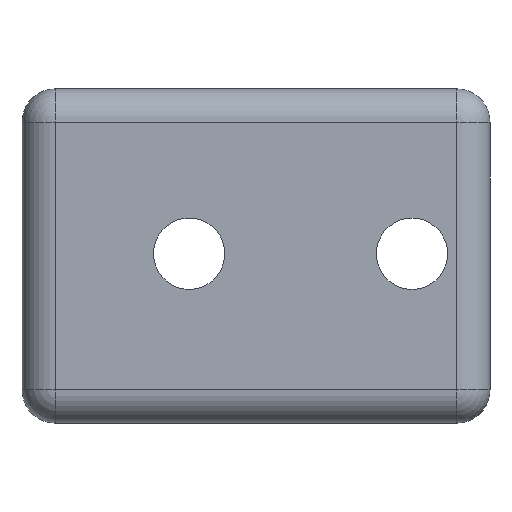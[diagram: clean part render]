
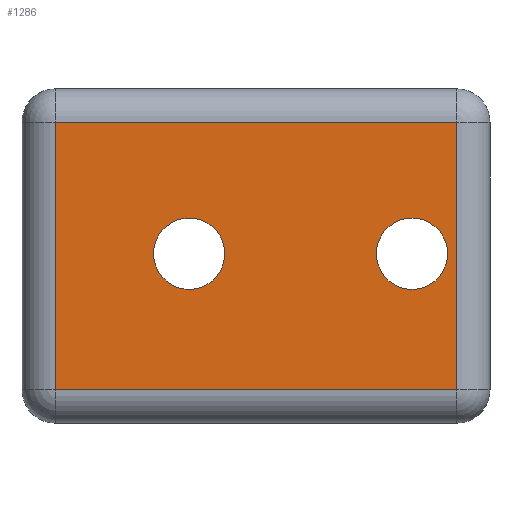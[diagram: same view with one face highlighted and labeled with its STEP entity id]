
A CAD part, front view. The second image highlights one B-rep face of the part: STEP entity #1286.
In plain terms, the highlighted planar face has unit normal (0, -1, 0).
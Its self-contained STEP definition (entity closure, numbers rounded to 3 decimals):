
#94 = AXIS2_PLACEMENT_3D ( 'NONE', #1073, #222, #1270 ) ;
#109 = DIRECTION ( 'NONE',  ( 0., 0., -1. ) ) ;
#124 = VERTEX_POINT ( 'NONE', #851 ) ;
#144 = CARTESIAN_POINT ( 'NONE',  ( 1.5, 0., -13.5 ) ) ;
#157 = ORIENTED_EDGE ( 'NONE', *, *, #759, .T. ) ;
#181 = VECTOR ( 'NONE', #2224, 1000. ) ;
#216 = CARTESIAN_POINT ( 'NONE',  ( 7.5, 0., -7.4 ) ) ;
#222 = DIRECTION ( 'NONE',  ( 0., -1., 0. ) ) ;
#249 = CIRCLE ( 'NONE', #534, 1.6 ) ;
#291 = VECTOR ( 'NONE', #1012, 1000. ) ;
#304 = PLANE ( 'NONE',  #321 ) ;
#310 = ORIENTED_EDGE ( 'NONE', *, *, #1598, .T. ) ;
#321 = AXIS2_PLACEMENT_3D ( 'NONE', #662, #1338, #2040 ) ;
#334 = VERTEX_POINT ( 'NONE', #1754 ) ;
#404 = CARTESIAN_POINT ( 'NONE',  ( 7.5, 0., -9. ) ) ;
#424 = DIRECTION ( 'NONE',  ( 0., 0., 1. ) ) ;
#425 = EDGE_CURVE ( 'NONE', #1872, #334, #249, .T. ) ;
#492 = VECTOR ( 'NONE', #424, 1000. ) ;
#498 = LINE ( 'NONE', #1723, #181 ) ;
#534 = AXIS2_PLACEMENT_3D ( 'NONE', #216, #1102, #1935 ) ;
#595 = LINE ( 'NONE', #2116, #492 ) ;
#646 = CARTESIAN_POINT ( 'NONE',  ( 21., 0., -13.5 ) ) ;
#662 = CARTESIAN_POINT ( 'NONE',  ( 0., 0., 0. ) ) ;
#703 = DIRECTION ( 'NONE',  ( 0., 0., -1. ) ) ;
#738 = CARTESIAN_POINT ( 'NONE',  ( 19.5, 0., -13.5 ) ) ;
#759 = EDGE_CURVE ( 'NONE', #1112, #124, #595, .T. ) ;
#761 = VECTOR ( 'NONE', #1150, 1000. ) ;
#832 = CIRCLE ( 'NONE', #1255, 1.6 ) ;
#849 = ORIENTED_EDGE ( 'NONE', *, *, #945, .F. ) ;
#851 = CARTESIAN_POINT ( 'NONE',  ( 19.5, 0., -1.5 ) ) ;
#860 = CARTESIAN_POINT ( 'NONE',  ( 17.5, 0., -7.4 ) ) ;
#890 = DIRECTION ( 'NONE',  ( 0., -1., 0. ) ) ;
#914 = ORIENTED_EDGE ( 'NONE', *, *, #1406, .T. ) ;
#944 = VERTEX_POINT ( 'NONE', #1340 ) ;
#945 = EDGE_CURVE ( 'NONE', #1233, #944, #2008, .T. ) ;
#1012 = DIRECTION ( 'NONE',  ( -1., 0., 0. ) ) ;
#1062 = CIRCLE ( 'NONE', #94, 1.6 ) ;
#1073 = CARTESIAN_POINT ( 'NONE',  ( 7.5, 0., -7.4 ) ) ;
#1102 = DIRECTION ( 'NONE',  ( 0., -1., 0. ) ) ;
#1112 = VERTEX_POINT ( 'NONE', #738 ) ;
#1139 = FACE_OUTER_BOUND ( 'NONE', #1925, .T. ) ;
#1150 = DIRECTION ( 'NONE',  ( 1., 0., 0. ) ) ;
#1192 = EDGE_CURVE ( 'NONE', #334, #1872, #1062, .T. ) ;
#1206 = LINE ( 'NONE', #1745, #291 ) ;
#1233 = VERTEX_POINT ( 'NONE', #1993 ) ;
#1255 = AXIS2_PLACEMENT_3D ( 'NONE', #860, #890, #703 ) ;
#1268 = CARTESIAN_POINT ( 'NONE',  ( 1.5, 0., -1.5 ) ) ;
#1270 = DIRECTION ( 'NONE',  ( 0., 0., -1. ) ) ;
#1286 = ADVANCED_FACE ( 'NONE', ( #1139, #1502, #1831 ), #304, .T. ) ;
#1338 = DIRECTION ( 'NONE',  ( 0., -1., 0. ) ) ;
#1340 = CARTESIAN_POINT ( 'NONE',  ( 17.5, 0., -9. ) ) ;
#1342 = ORIENTED_EDGE ( 'NONE', *, *, #1355, .F. ) ;
#1355 = EDGE_CURVE ( 'NONE', #944, #1233, #832, .T. ) ;
#1385 = AXIS2_PLACEMENT_3D ( 'NONE', #1495, #2054, #109 ) ;
#1406 = EDGE_CURVE ( 'NONE', #124, #1523, #1206, .T. ) ;
#1495 = CARTESIAN_POINT ( 'NONE',  ( 17.5, 0., -7.4 ) ) ;
#1500 = LINE ( 'NONE', #646, #761 ) ;
#1502 = FACE_BOUND ( 'NONE', #2053, .T. ) ;
#1523 = VERTEX_POINT ( 'NONE', #1268 ) ;
#1598 = EDGE_CURVE ( 'NONE', #1760, #1112, #1500, .T. ) ;
#1655 = EDGE_LOOP ( 'NONE', ( #1792, #2032 ) ) ;
#1692 = EDGE_CURVE ( 'NONE', #1523, #1760, #498, .T. ) ;
#1723 = CARTESIAN_POINT ( 'NONE',  ( 1.5, 0., -15. ) ) ;
#1745 = CARTESIAN_POINT ( 'NONE',  ( 0., 0., -1.5 ) ) ;
#1754 = CARTESIAN_POINT ( 'NONE',  ( 7.5, 0., -5.8 ) ) ;
#1760 = VERTEX_POINT ( 'NONE', #144 ) ;
#1792 = ORIENTED_EDGE ( 'NONE', *, *, #1192, .F. ) ;
#1831 = FACE_BOUND ( 'NONE', #1655, .T. ) ;
#1872 = VERTEX_POINT ( 'NONE', #404 ) ;
#1925 = EDGE_LOOP ( 'NONE', ( #310, #157, #914, #2065 ) ) ;
#1935 = DIRECTION ( 'NONE',  ( 0., 0., -1. ) ) ;
#1993 = CARTESIAN_POINT ( 'NONE',  ( 17.5, 0., -5.8 ) ) ;
#2008 = CIRCLE ( 'NONE', #1385, 1.6 ) ;
#2032 = ORIENTED_EDGE ( 'NONE', *, *, #425, .F. ) ;
#2040 = DIRECTION ( 'NONE',  ( 0., 0., -1. ) ) ;
#2053 = EDGE_LOOP ( 'NONE', ( #849, #1342 ) ) ;
#2054 = DIRECTION ( 'NONE',  ( 0., -1., 0. ) ) ;
#2065 = ORIENTED_EDGE ( 'NONE', *, *, #1692, .T. ) ;
#2116 = CARTESIAN_POINT ( 'NONE',  ( 19.5, 0., 0. ) ) ;
#2224 = DIRECTION ( 'NONE',  ( 0., 0., -1. ) ) ;
